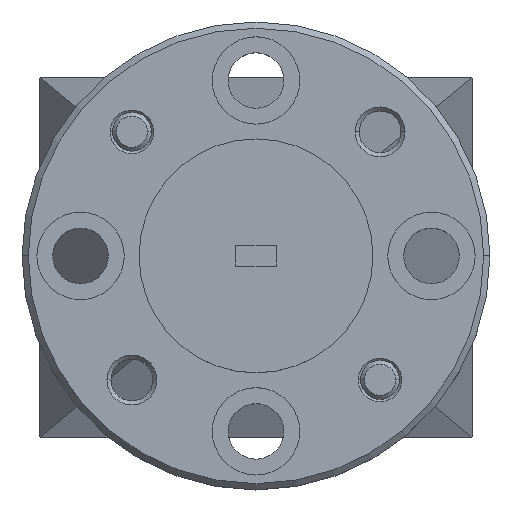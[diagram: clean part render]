
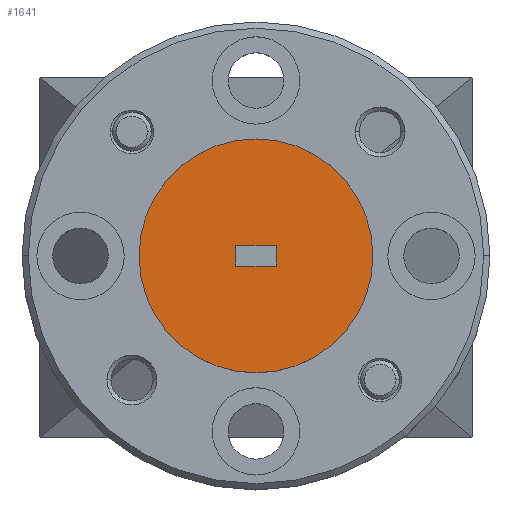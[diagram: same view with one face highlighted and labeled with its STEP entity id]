
A CAD part, top view. The second image highlights one B-rep face of the part: STEP entity #1641.
In plain terms, the highlighted planar face has unit normal (0, 0, 1).
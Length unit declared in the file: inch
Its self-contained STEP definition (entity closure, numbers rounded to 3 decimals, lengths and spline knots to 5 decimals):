
#6 = VERTEX_POINT ( 'NONE', #1540 ) ;
#105 = VERTEX_POINT ( 'NONE', #1175 ) ;
#143 = EDGE_CURVE ( 'NONE', #1197, #1841, #1201, .T. ) ;
#166 = ORIENTED_EDGE ( 'NONE', *, *, #2062, .F. ) ;
#280 = CARTESIAN_POINT ( 'NONE',  ( 0.0325, -0.01625, 0. ) ) ;
#327 = DIRECTION ( 'NONE',  ( 0., 0., 1. ) ) ;
#341 = ORIENTED_EDGE ( 'NONE', *, *, #712, .F. ) ;
#414 = AXIS2_PLACEMENT_3D ( 'NONE', #1556, #2098, #1202 ) ;
#450 = CARTESIAN_POINT ( 'NONE',  ( -0.0325, 0.01625, 0. ) ) ;
#491 = CARTESIAN_POINT ( 'NONE',  ( 0.0325, 0.01625, 0. ) ) ;
#514 = DIRECTION ( 'NONE',  ( 1., 0., 0. ) ) ;
#620 = VECTOR ( 'NONE', #832, 39.37008 ) ;
#633 = VERTEX_POINT ( 'NONE', #280 ) ;
#664 = DIRECTION ( 'NONE',  ( 0., 1., 0. ) ) ;
#689 = CIRCLE ( 'NONE', #1409, 0.1875 ) ;
#712 = EDGE_CURVE ( 'NONE', #2065, #633, #998, .T. ) ;
#805 = LINE ( 'NONE', #491, #831 ) ;
#816 = DIRECTION ( 'NONE',  ( 0., -1., 0. ) ) ;
#831 = VECTOR ( 'NONE', #664, 39.37008 ) ;
#832 = DIRECTION ( 'NONE',  ( 1., 0., 0. ) ) ;
#848 = CARTESIAN_POINT ( 'NONE',  ( -0.0325, -0.01625, 0. ) ) ;
#902 = DIRECTION ( 'NONE',  ( 0., 0., 1. ) ) ;
#920 = FACE_OUTER_BOUND ( 'NONE', #1548, .T. ) ;
#955 = CARTESIAN_POINT ( 'NONE',  ( -0.1875, 0., 0. ) ) ;
#998 = LINE ( 'NONE', #1943, #620 ) ;
#1082 = ORIENTED_EDGE ( 'NONE', *, *, #1497, .T. ) ;
#1138 = ORIENTED_EDGE ( 'NONE', *, *, #143, .T. ) ;
#1149 = FACE_BOUND ( 'NONE', #2246, .T. ) ;
#1175 = CARTESIAN_POINT ( 'NONE',  ( 0.0325, 0.01625, 0. ) ) ;
#1197 = VERTEX_POINT ( 'NONE', #955 ) ;
#1201 = CIRCLE ( 'NONE', #414, 0.1875 ) ;
#1202 = DIRECTION ( 'NONE',  ( 1., 0., 0. ) ) ;
#1409 = AXIS2_PLACEMENT_3D ( 'NONE', #2339, #327, #514 ) ;
#1465 = CARTESIAN_POINT ( 'NONE',  ( 0.1875, 0., 0. ) ) ;
#1479 = VECTOR ( 'NONE', #816, 39.37008 ) ;
#1497 = EDGE_CURVE ( 'NONE', #1841, #1197, #689, .T. ) ;
#1537 = AXIS2_PLACEMENT_3D ( 'NONE', #1780, #902, #1814 ) ;
#1540 = CARTESIAN_POINT ( 'NONE',  ( -0.0325, 0.01625, 0. ) ) ;
#1548 = EDGE_LOOP ( 'NONE', ( #1082, #1138 ) ) ;
#1556 = CARTESIAN_POINT ( 'NONE',  ( 0., 0., 0. ) ) ;
#1578 = EDGE_CURVE ( 'NONE', #633, #105, #805, .T. ) ;
#1641 = ADVANCED_FACE ( 'NONE', ( #1149, #920 ), #2160, .T. ) ;
#1694 = VECTOR ( 'NONE', #2136, 39.37008 ) ;
#1780 = CARTESIAN_POINT ( 'NONE',  ( 0., 0., 0. ) ) ;
#1814 = DIRECTION ( 'NONE',  ( 1., 0., 0. ) ) ;
#1818 = ORIENTED_EDGE ( 'NONE', *, *, #1578, .F. ) ;
#1841 = VERTEX_POINT ( 'NONE', #1465 ) ;
#1938 = CARTESIAN_POINT ( 'NONE',  ( -0.0325, 0.01625, 0. ) ) ;
#1943 = CARTESIAN_POINT ( 'NONE',  ( -0.0325, -0.01625, 0. ) ) ;
#2062 = EDGE_CURVE ( 'NONE', #105, #6, #2101, .T. ) ;
#2065 = VERTEX_POINT ( 'NONE', #848 ) ;
#2098 = DIRECTION ( 'NONE',  ( 0., 0., 1. ) ) ;
#2101 = LINE ( 'NONE', #1938, #1694 ) ;
#2136 = DIRECTION ( 'NONE',  ( -1., 0., 0. ) ) ;
#2160 = PLANE ( 'NONE',  #1537 ) ;
#2189 = ORIENTED_EDGE ( 'NONE', *, *, #2313, .F. ) ;
#2246 = EDGE_LOOP ( 'NONE', ( #1818, #341, #2189, #166 ) ) ;
#2271 = LINE ( 'NONE', #450, #1479 ) ;
#2313 = EDGE_CURVE ( 'NONE', #6, #2065, #2271, .T. ) ;
#2339 = CARTESIAN_POINT ( 'NONE',  ( 0., 0., 0. ) ) ;
